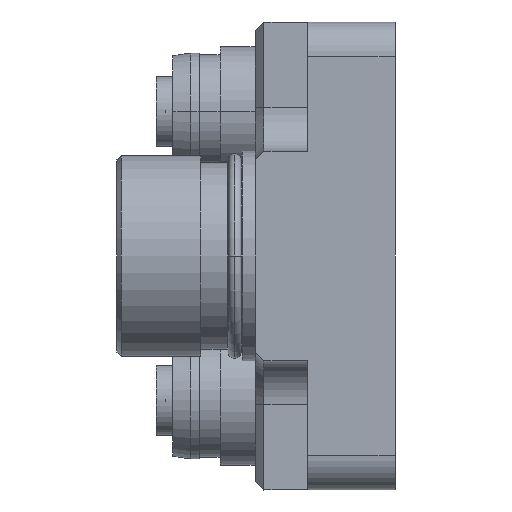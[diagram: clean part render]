
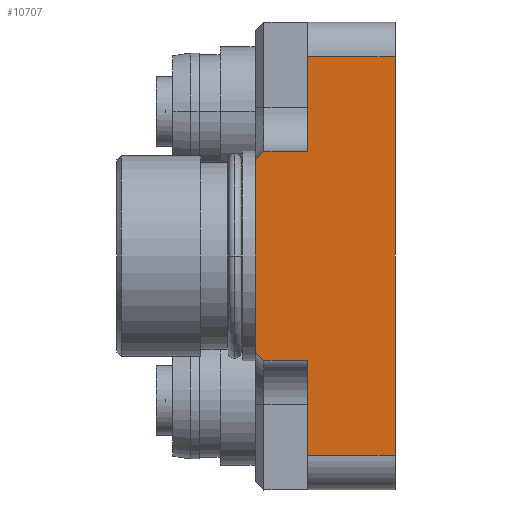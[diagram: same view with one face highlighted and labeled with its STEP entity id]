
A CAD part, left-side view. The second image highlights one B-rep face of the part: STEP entity #10707.
In plain terms, the highlighted planar face has unit normal (-1, 0, 0).
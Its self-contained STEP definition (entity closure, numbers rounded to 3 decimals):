
#566=DIRECTION('',(0.,0.,-1.));
#567=VECTOR('',#566,22.);
#568=CARTESIAN_POINT('',(36.7,16.,102.));
#569=LINE('',#568,#567);
#1700=DIRECTION('',(0.,-1.,0.));
#1701=VECTOR('',#1700,5.);
#1702=CARTESIAN_POINT('',(36.7,15.,79.));
#1703=LINE('',#1702,#1701);
#1704=DIRECTION('',(0.,0.707,0.707));
#1705=VECTOR('',#1704,1.414);
#1706=CARTESIAN_POINT('',(36.7,15.,79.));
#1707=LINE('',#1706,#1705);
#1708=DIRECTION('',(0.,-0.707,0.707));
#1709=VECTOR('',#1708,1.414);
#1710=CARTESIAN_POINT('',(36.7,16.,102.));
#1711=LINE('',#1710,#1709);
#1712=DIRECTION('',(0.,-1.,0.));
#1713=VECTOR('',#1712,5.);
#1714=CARTESIAN_POINT('',(36.7,15.,103.));
#1715=LINE('',#1714,#1713);
#1716=DIRECTION('',(0.,0.,-1.));
#1717=VECTOR('',#1716,45.5);
#1718=CARTESIAN_POINT('',(36.7,0.,113.75));
#1719=LINE('',#1718,#1717);
#1720=DIRECTION('',(0.,0.,1.));
#1721=VECTOR('',#1720,10.75);
#1722=CARTESIAN_POINT('',(36.7,10.,68.25));
#1723=LINE('',#1722,#1721);
#2039=DIRECTION('',(0.,-1.,0.));
#2040=VECTOR('',#2039,10.);
#2041=CARTESIAN_POINT('',(36.7,10.,68.25));
#2042=LINE('',#2041,#2040);
#2113=DIRECTION('',(0.,1.,0.));
#2114=VECTOR('',#2113,10.);
#2115=CARTESIAN_POINT('',(36.7,0.,113.75));
#2116=LINE('',#2115,#2114);
#2122=DIRECTION('',(0.,0.,-1.));
#2123=VECTOR('',#2122,10.75);
#2124=CARTESIAN_POINT('',(36.7,10.,113.75));
#2125=LINE('',#2124,#2123);
#6580=CARTESIAN_POINT('',(36.7,16.,102.));
#6581=VERTEX_POINT('',#6580);
#6582=CARTESIAN_POINT('',(36.7,16.,80.));
#6583=VERTEX_POINT('',#6582);
#6864=CARTESIAN_POINT('',(36.7,0.,68.25));
#6865=VERTEX_POINT('',#6864);
#6866=CARTESIAN_POINT('',(36.7,0.,113.75));
#6867=VERTEX_POINT('',#6866);
#7003=CARTESIAN_POINT('',(36.7,10.,113.75));
#7004=VERTEX_POINT('',#7003);
#7005=CARTESIAN_POINT('',(36.7,15.,79.));
#7006=VERTEX_POINT('',#7005);
#7007=CARTESIAN_POINT('',(36.7,15.,103.));
#7008=VERTEX_POINT('',#7007);
#7009=CARTESIAN_POINT('',(36.7,10.,103.));
#7010=VERTEX_POINT('',#7009);
#7011=CARTESIAN_POINT('',(36.7,10.,68.25));
#7012=VERTEX_POINT('',#7011);
#7013=CARTESIAN_POINT('',(36.7,10.,79.));
#7014=VERTEX_POINT('',#7013);
#10683=CARTESIAN_POINT('',(36.7,0.,64.25));
#10684=DIRECTION('',(-1.,0.,0.));
#10685=DIRECTION('',(0.,0.,1.));
#10686=AXIS2_PLACEMENT_3D('',#10683,#10684,#10685);
#10687=PLANE('',#10686);
#10688=ORIENTED_EDGE('',*,*,#10664,.T.);
#10689=ORIENTED_EDGE('',*,*,#9173,.F.);
#10691=ORIENTED_EDGE('',*,*,#10690,.T.);
#10693=ORIENTED_EDGE('',*,*,#10692,.T.);
#10695=ORIENTED_EDGE('',*,*,#10694,.F.);
#10697=ORIENTED_EDGE('',*,*,#10696,.F.);
#10699=ORIENTED_EDGE('',*,*,#10698,.T.);
#10701=ORIENTED_EDGE('',*,*,#10700,.F.);
#10703=ORIENTED_EDGE('',*,*,#10702,.T.);
#10704=ORIENTED_EDGE('',*,*,#10675,.F.);
#10705=EDGE_LOOP('',(#10688,#10689,#10691,#10693,#10695,#10697,#10699,#10701,
#10703,#10704));
#10706=FACE_OUTER_BOUND('',#10705,.F.);
#10707=ADVANCED_FACE('',(#10706),#10687,.T.);
#9173=EDGE_CURVE('',#6581,#6583,#569,.T.);
#10664=EDGE_CURVE('',#7006,#6583,#1707,.T.);
#10675=EDGE_CURVE('',#7006,#7014,#1703,.T.);
#10690=EDGE_CURVE('',#6581,#7008,#1711,.T.);
#10692=EDGE_CURVE('',#7008,#7010,#1715,.T.);
#10694=EDGE_CURVE('',#7004,#7010,#2125,.T.);
#10696=EDGE_CURVE('',#6867,#7004,#2116,.T.);
#10698=EDGE_CURVE('',#6867,#6865,#1719,.T.);
#10700=EDGE_CURVE('',#7012,#6865,#2042,.T.);
#10702=EDGE_CURVE('',#7012,#7014,#1723,.T.);
